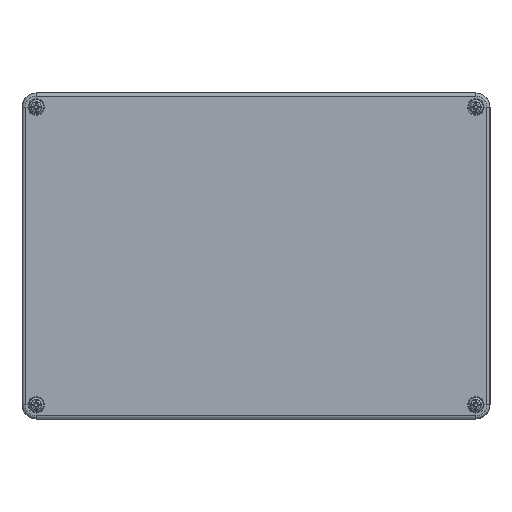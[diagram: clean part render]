
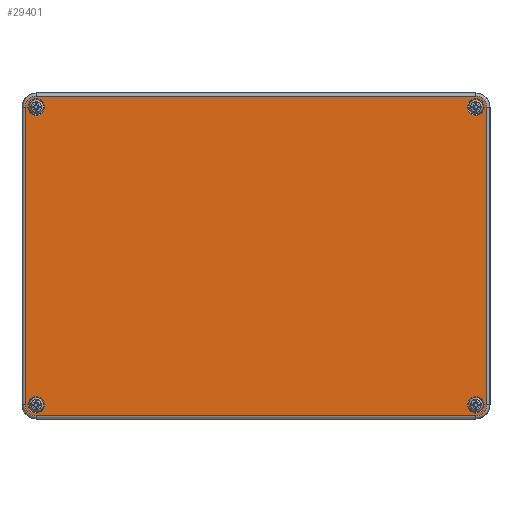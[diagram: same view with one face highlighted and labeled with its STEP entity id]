
A CAD part, top view. The second image highlights one B-rep face of the part: STEP entity #29401.
In plain terms, the highlighted face is planar.
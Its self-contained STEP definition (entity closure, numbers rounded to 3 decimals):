
#28980=CARTESIAN_POINT('',(155.,-112.686,-20.0));
#28981=VERTEX_POINT('',#28980);
#28989=CARTESIAN_POINT('',(162.686,-105.,-20.0));
#28990=VERTEX_POINT('',#28989);
#28991=CARTESIAN_POINT('',(155.0,-105.0,-20.0));
#28992=DIRECTION('',(0.0,0.0,1.0));
#28993=DIRECTION('',(0.707,-0.707,0.0));
#28994=AXIS2_PLACEMENT_3D('',#28991,#28992,#28993);
#28995=CIRCLE('',#28994,7.686);
#28996=EDGE_CURVE('',#28981,#28990,#28995,.T.);
#29022=CARTESIAN_POINT('',(162.686,105.,-20.0));
#29023=VERTEX_POINT('',#29022);
#29040=CARTESIAN_POINT('',(162.686,-105.,-20.0));
#29041=DIRECTION('',(0.0,1.0,0.0));
#29042=VECTOR('',#29041,210.);
#29043=LINE('',#29040,#29042);
#29044=EDGE_CURVE('',#28990,#29023,#29043,.T.);
#29054=CARTESIAN_POINT('',(155.0,112.686,-20.0));
#29055=VERTEX_POINT('',#29054);
#29073=CARTESIAN_POINT('',(155.0,105.0,-20.0));
#29074=DIRECTION('',(0.0,0.0,1.0));
#29075=DIRECTION('',(0.707,0.707,0.0));
#29076=AXIS2_PLACEMENT_3D('',#29073,#29074,#29075);
#29077=CIRCLE('',#29076,7.686);
#29078=EDGE_CURVE('',#29023,#29055,#29077,.T.);
#29088=CARTESIAN_POINT('',(-155.0,112.686,-20.0));
#29089=VERTEX_POINT('',#29088);
#29106=CARTESIAN_POINT('',(155.0,112.686,-20.0));
#29107=DIRECTION('',(-1.0,0.0,0.0));
#29108=VECTOR('',#29107,310.0);
#29109=LINE('',#29106,#29108);
#29110=EDGE_CURVE('',#29055,#29089,#29109,.T.);
#29120=CARTESIAN_POINT('',(-162.686,105.,-20.0));
#29121=VERTEX_POINT('',#29120);
#29139=CARTESIAN_POINT('',(-155.0,105.0,-20.0));
#29140=DIRECTION('',(0.0,0.0,1.0));
#29141=DIRECTION('',(-0.707,0.707,0.0));
#29142=AXIS2_PLACEMENT_3D('',#29139,#29140,#29141);
#29143=CIRCLE('',#29142,7.686);
#29144=EDGE_CURVE('',#29089,#29121,#29143,.T.);
#29154=CARTESIAN_POINT('',(-162.686,-105.,-20.0));
#29155=VERTEX_POINT('',#29154);
#29172=CARTESIAN_POINT('',(-162.686,105.,-20.0));
#29173=DIRECTION('',(0.0,-1.0,0.0));
#29174=VECTOR('',#29173,210.);
#29175=LINE('',#29172,#29174);
#29176=EDGE_CURVE('',#29121,#29155,#29175,.T.);
#29186=CARTESIAN_POINT('',(-155.0,-112.686,-20.0));
#29187=VERTEX_POINT('',#29186);
#29205=CARTESIAN_POINT('',(-155.0,-105.0,-20.0));
#29206=DIRECTION('',(0.0,0.0,1.0));
#29207=DIRECTION('',(-0.707,-0.707,0.0));
#29208=AXIS2_PLACEMENT_3D('',#29205,#29206,#29207);
#29209=CIRCLE('',#29208,7.686);
#29210=EDGE_CURVE('',#29155,#29187,#29209,.T.);
#29228=CARTESIAN_POINT('',(-155.0,-112.686,-20.0));
#29229=DIRECTION('',(1.0,0.0,0.0));
#29230=VECTOR('',#29229,310.0);
#29231=LINE('',#29228,#29230);
#29232=EDGE_CURVE('',#29187,#28981,#29231,.T.);
#29342=CARTESIAN_POINT('',(0.,0.,-20.0));
#29343=DIRECTION('',(0.0,0.0,1.0));
#29344=DIRECTION('',(1.0,0.0,0.0));
#29345=AXIS2_PLACEMENT_3D('',#29342,#29343,#29344);
#29346=PLANE('',#29345);
#29347=ORIENTED_EDGE('',*,*,#28996,.F.);
#29348=ORIENTED_EDGE('',*,*,#29232,.F.);
#29349=ORIENTED_EDGE('',*,*,#29210,.F.);
#29350=ORIENTED_EDGE('',*,*,#29176,.F.);
#29351=ORIENTED_EDGE('',*,*,#29144,.F.);
#29352=ORIENTED_EDGE('',*,*,#29110,.F.);
#29353=ORIENTED_EDGE('',*,*,#29078,.F.);
#29354=ORIENTED_EDGE('',*,*,#29044,.F.);
#29355=EDGE_LOOP('',(#29347,#29348,#29349,#29350,#29351,#29352,#29353,#29354));
#29356=FACE_OUTER_BOUND('',#29355,.T.);
#29357=CARTESIAN_POINT('',(149.2,-105.,-20.0));
#29358=VERTEX_POINT('',#29357);
#29359=CARTESIAN_POINT('',(155.,-105.,-20.0));
#29360=DIRECTION('',(0.0,0.0,-1.0));
#29361=DIRECTION('',(1.0,0.0,0.0));
#29362=AXIS2_PLACEMENT_3D('',#29359,#29360,#29361);
#29363=CIRCLE('',#29362,5.8);
#29364=EDGE_CURVE('',#29358,#29358,#29363,.T.);
#29365=ORIENTED_EDGE('',*,*,#29364,.F.);
#29366=EDGE_LOOP('',(#29365));
#29367=FACE_BOUND('',#29366,.T.);
#29368=CARTESIAN_POINT('',(-160.8,105.0,-20.0));
#29369=VERTEX_POINT('',#29368);
#29370=CARTESIAN_POINT('',(-155.,105.0,-20.0));
#29371=DIRECTION('',(0.0,0.0,-1.0));
#29372=DIRECTION('',(1.0,0.0,0.0));
#29373=AXIS2_PLACEMENT_3D('',#29370,#29371,#29372);
#29374=CIRCLE('',#29373,5.8);
#29375=EDGE_CURVE('',#29369,#29369,#29374,.T.);
#29376=ORIENTED_EDGE('',*,*,#29375,.F.);
#29377=EDGE_LOOP('',(#29376));
#29378=FACE_BOUND('',#29377,.T.);
#29379=CARTESIAN_POINT('',(-160.8,-105.0,-20.0));
#29380=VERTEX_POINT('',#29379);
#29381=CARTESIAN_POINT('',(-155.,-105.0,-20.0));
#29382=DIRECTION('',(0.0,0.0,-1.0));
#29383=DIRECTION('',(1.0,0.0,0.0));
#29384=AXIS2_PLACEMENT_3D('',#29381,#29382,#29383);
#29385=CIRCLE('',#29384,5.8);
#29386=EDGE_CURVE('',#29380,#29380,#29385,.T.);
#29387=ORIENTED_EDGE('',*,*,#29386,.F.);
#29388=EDGE_LOOP('',(#29387));
#29389=FACE_BOUND('',#29388,.T.);
#29390=CARTESIAN_POINT('',(149.2,105.,-20.0));
#29391=VERTEX_POINT('',#29390);
#29392=CARTESIAN_POINT('',(155.,105.,-20.0));
#29393=DIRECTION('',(0.0,0.0,-1.0));
#29394=DIRECTION('',(1.0,0.0,0.0));
#29395=AXIS2_PLACEMENT_3D('',#29392,#29393,#29394);
#29396=CIRCLE('',#29395,5.8);
#29397=EDGE_CURVE('',#29391,#29391,#29396,.T.);
#29398=ORIENTED_EDGE('',*,*,#29397,.F.);
#29399=EDGE_LOOP('',(#29398));
#29400=FACE_BOUND('',#29399,.T.);
#29401=ADVANCED_FACE('',(#29356,#29367,#29378,#29389,#29400),#29346,.F.);
